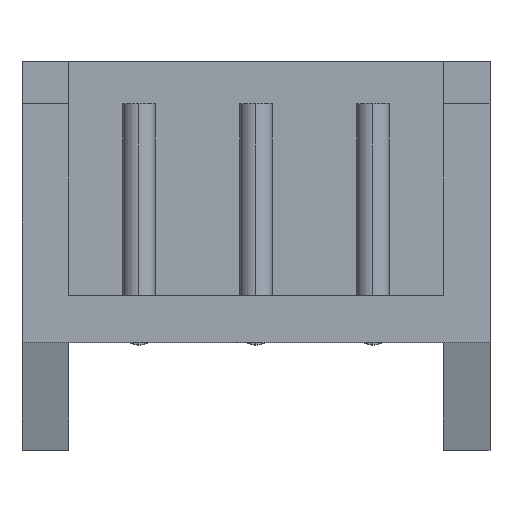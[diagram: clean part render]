
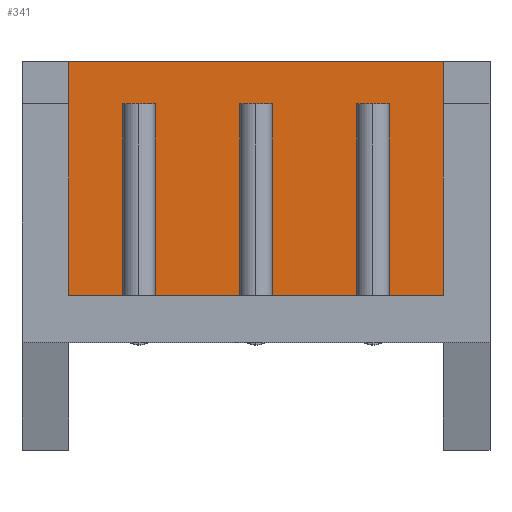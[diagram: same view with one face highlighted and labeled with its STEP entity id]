
A CAD part, top view. The second image highlights one B-rep face of the part: STEP entity #341.
In plain terms, the highlighted planar face has unit normal (0, 0, 1).
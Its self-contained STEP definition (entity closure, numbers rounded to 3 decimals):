
#223 = EDGE_CURVE ( 'NONE', #224, #501, #1273, .T. ) ;
#224 = VERTEX_POINT ( 'NONE', #1269 ) ;
#231 = EDGE_CURVE ( 'NONE', #498, #252, #1255, .T. ) ;
#252 = VERTEX_POINT ( 'NONE', #1396 ) ;
#302 = ORIENTED_EDGE ( 'NONE', *, *, #223, .T. ) ;
#339 = EDGE_CURVE ( 'NONE', #252, #224, #1612, .T. ) ;
#341 = ADVANCED_FACE ( 'NONE', ( #1608 ), #1477, .T. ) ;
#342 = EDGE_LOOP ( 'NONE', ( #343, #344, #302, #700 ) ) ;
#343 = ORIENTED_EDGE ( 'NONE', *, *, #231, .T. ) ;
#344 = ORIENTED_EDGE ( 'NONE', *, *, #339, .T. ) ;
#498 = VERTEX_POINT ( 'NONE', #1989 ) ;
#500 = EDGE_CURVE ( 'NONE', #501, #498, #1988, .T. ) ;
#501 = VERTEX_POINT ( 'NONE', #1984 ) ;
#700 = ORIENTED_EDGE ( 'NONE', *, *, #500, .T. ) ;
#1252 = DIRECTION ( 'NONE',  ( 0., -1., 0. ) ) ;
#1253 = VECTOR ( 'NONE', #1252, 1000. ) ;
#1254 = CARTESIAN_POINT ( 'NONE',  ( 1., 6., 0.3 ) ) ;
#1255 = LINE ( 'NONE', #1254, #1253 ) ;
#1269 = CARTESIAN_POINT ( 'NONE',  ( 9., 1., 0.3 ) ) ;
#1270 = DIRECTION ( 'NONE',  ( 0., 1., 0. ) ) ;
#1271 = VECTOR ( 'NONE', #1270, 1000. ) ;
#1272 = CARTESIAN_POINT ( 'NONE',  ( 9., 6., 0.3 ) ) ;
#1273 = LINE ( 'NONE', #1272, #1271 ) ;
#1396 = CARTESIAN_POINT ( 'NONE',  ( 1., 1., 0.3 ) ) ;
#1472 = DIRECTION ( 'NONE',  ( 1., 0., 0. ) ) ;
#1473 = DIRECTION ( 'NONE',  ( 0., 0., 1. ) ) ;
#1474 = CARTESIAN_POINT ( 'NONE',  ( 1., 1., 0.3 ) ) ;
#1475 = AXIS2_PLACEMENT_3D ( 'NONE', #1474, #1473, #1472 ) ;
#1477 = PLANE ( 'NONE',  #1475 ) ;
#1608 = FACE_OUTER_BOUND ( 'NONE', #342, .T. ) ;
#1609 = DIRECTION ( 'NONE',  ( 1., 0., 0. ) ) ;
#1610 = VECTOR ( 'NONE', #1609, 1000. ) ;
#1611 = CARTESIAN_POINT ( 'NONE',  ( 1., 1., 0.3 ) ) ;
#1612 = LINE ( 'NONE', #1611, #1610 ) ;
#1984 = CARTESIAN_POINT ( 'NONE',  ( 9., 6., 0.3 ) ) ;
#1985 = DIRECTION ( 'NONE',  ( -1., 0., 0. ) ) ;
#1986 = VECTOR ( 'NONE', #1985, 1000. ) ;
#1987 = CARTESIAN_POINT ( 'NONE',  ( 1., 6., 0.3 ) ) ;
#1988 = LINE ( 'NONE', #1987, #1986 ) ;
#1989 = CARTESIAN_POINT ( 'NONE',  ( 1., 6., 0.3 ) ) ;
